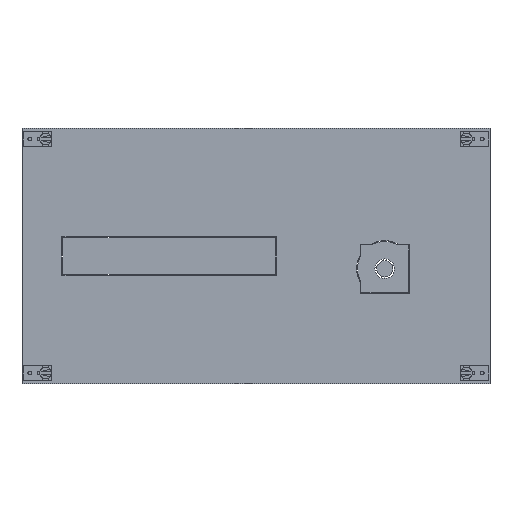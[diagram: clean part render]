
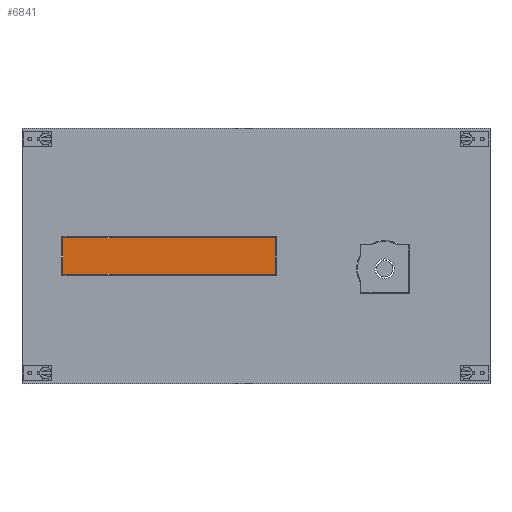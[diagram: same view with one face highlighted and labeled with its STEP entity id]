
A CAD part, top view. The second image highlights one B-rep face of the part: STEP entity #6841.
In plain terms, the highlighted planar face has unit normal (0, 0, 1).
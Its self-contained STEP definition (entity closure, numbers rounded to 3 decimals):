
#6726=DIRECTION('',(0.,-1.,0.));
#6727=VECTOR('',#6726,43.);
#6728=CARTESIAN_POINT('',(127.,46.5,1.));
#6729=LINE('',#6728,#6727);
#6733=DIRECTION('',(-1.,0.,0.));
#6734=VECTOR('',#6733,250.);
#6735=CARTESIAN_POINT('',(377.,46.5,1.));
#6736=LINE('',#6735,#6734);
#6740=DIRECTION('',(0.,1.,0.));
#6741=VECTOR('',#6740,43.);
#6742=CARTESIAN_POINT('',(377.,3.5,1.));
#6743=LINE('',#6742,#6741);
#6747=DIRECTION('',(1.,0.,0.));
#6748=VECTOR('',#6747,250.);
#6749=CARTESIAN_POINT('',(127.,3.5,1.));
#6750=LINE('',#6749,#6748);
#6810=CARTESIAN_POINT('',(127.,46.5,1.));
#6811=CARTESIAN_POINT('',(127.,3.5,1.));
#6812=VERTEX_POINT('',#6810);
#6813=VERTEX_POINT('',#6811);
#6814=CARTESIAN_POINT('',(377.,3.5,1.));
#6815=VERTEX_POINT('',#6814);
#6816=CARTESIAN_POINT('',(377.,46.5,1.));
#6817=VERTEX_POINT('',#6816);
#6826=CARTESIAN_POINT('',(0.,0.,1.));
#6827=DIRECTION('',(0.,0.,1.));
#6828=DIRECTION('',(1.,0.,0.));
#6829=AXIS2_PLACEMENT_3D('',#6826,#6827,#6828);
#6830=PLANE('',#6829);
#6832=ORIENTED_EDGE('',*,*,#6831,.F.);
#6834=ORIENTED_EDGE('',*,*,#6833,.F.);
#6836=ORIENTED_EDGE('',*,*,#6835,.F.);
#6838=ORIENTED_EDGE('',*,*,#6837,.F.);
#6839=EDGE_LOOP('',(#6832,#6834,#6836,#6838));
#6840=FACE_OUTER_BOUND('',#6839,.F.);
#6831=EDGE_CURVE('',#6812,#6813,#6729,.T.);
#6833=EDGE_CURVE('',#6817,#6812,#6736,.T.);
#6835=EDGE_CURVE('',#6815,#6817,#6743,.T.);
#6837=EDGE_CURVE('',#6813,#6815,#6750,.T.);
#6841=ADVANCED_FACE('',(#6840),#6830,.T.);
